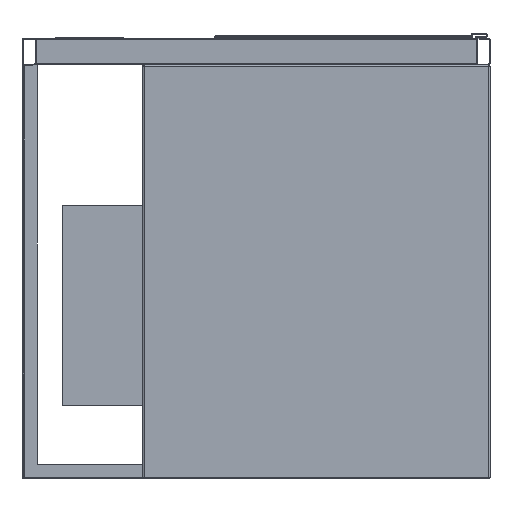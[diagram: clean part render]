
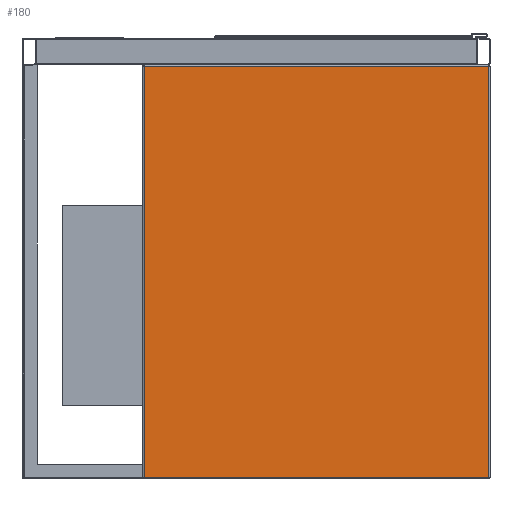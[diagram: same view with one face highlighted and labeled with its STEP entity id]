
A CAD part, front view. The second image highlights one B-rep face of the part: STEP entity #180.
In plain terms, the highlighted planar face has unit normal (0, -1, 0).
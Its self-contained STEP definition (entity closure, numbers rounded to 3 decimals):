
#180 = ADVANCED_FACE ( 'Fl�che8', ( #5162 ), #2389, .T. ) ;
#1398 = DIRECTION ( 'NONE',  ( 1., 0., 0. ) ) ;
#1516 = DIRECTION ( 'NONE',  ( -1., 0., 0. ) ) ;
#2138 = ORIENTED_EDGE ( 'NONE', *, *, #29668, .T. ) ;
#2389 = PLANE ( 'NONE',  #30818 ) ;
#2415 = LINE ( 'NONE', #14673, #6752 ) ;
#2506 = VECTOR ( 'NONE', #28610, 1000. ) ;
#3674 = ORIENTED_EDGE ( 'NONE', *, *, #20962, .T. ) ;
#4016 = CARTESIAN_POINT ( 'NONE',  ( 258., -255., -658. ) ) ;
#5162 = FACE_OUTER_BOUND ( 'NONE', #14993, .T. ) ;
#5759 = CARTESIAN_POINT ( 'NONE',  ( -258., -255., -658. ) ) ;
#6269 = VERTEX_POINT ( 'NONE', #22291 ) ;
#6752 = VECTOR ( 'NONE', #22502, 1000. ) ;
#8575 = EDGE_CURVE ( 'NONE', #21415, #12874, #28136, .T. ) ;
#11494 = CARTESIAN_POINT ( 'NONE',  ( -260., -255., -42. ) ) ;
#11938 = CARTESIAN_POINT ( 'NONE',  ( -258., -255., -42. ) ) ;
#12874 = VERTEX_POINT ( 'NONE', #5759 ) ;
#14673 = CARTESIAN_POINT ( 'NONE',  ( 258., -255., -660. ) ) ;
#14993 = EDGE_LOOP ( 'NONE', ( #3674, #23823, #2138, #16788 ) ) ;
#15753 = CARTESIAN_POINT ( 'NONE',  ( -258., -255., -660. ) ) ;
#16788 = ORIENTED_EDGE ( 'NONE', *, *, #32143, .T. ) ;
#18543 = CARTESIAN_POINT ( 'NONE',  ( -260., -255., -658. ) ) ;
#19022 = LINE ( 'NONE', #18543, #19373 ) ;
#19373 = VECTOR ( 'NONE', #1398, 1000. ) ;
#19688 = DIRECTION ( 'NONE',  ( 0., 0., -1. ) ) ;
#19856 = CARTESIAN_POINT ( 'NONE',  ( -260., -255., -660. ) ) ;
#20962 = EDGE_CURVE ( 'NONE', #6269, #21415, #23863, .T. ) ;
#21415 = VERTEX_POINT ( 'NONE', #11938 ) ;
#22291 = CARTESIAN_POINT ( 'NONE',  ( 258., -255., -42. ) ) ;
#22502 = DIRECTION ( 'NONE',  ( 0., 0., 1. ) ) ;
#23823 = ORIENTED_EDGE ( 'NONE', *, *, #8575, .T. ) ;
#23863 = LINE ( 'NONE', #11494, #30904 ) ;
#25086 = DIRECTION ( 'NONE',  ( 0., -1., 0. ) ) ;
#26222 = VERTEX_POINT ( 'NONE', #4016 ) ;
#28136 = LINE ( 'NONE', #15753, #2506 ) ;
#28610 = DIRECTION ( 'NONE',  ( 0., 0., -1. ) ) ;
#29668 = EDGE_CURVE ( 'NONE', #12874, #26222, #19022, .T. ) ;
#30818 = AXIS2_PLACEMENT_3D ( 'NONE', #19856, #25086, #19688 ) ;
#30904 = VECTOR ( 'NONE', #1516, 1000. ) ;
#32143 = EDGE_CURVE ( 'NONE', #26222, #6269, #2415, .T. ) ;
